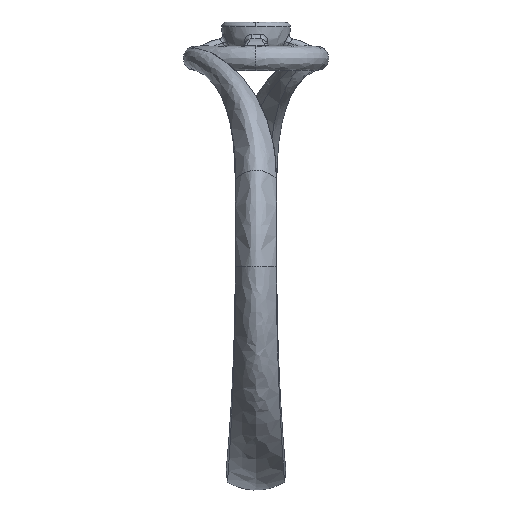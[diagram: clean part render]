
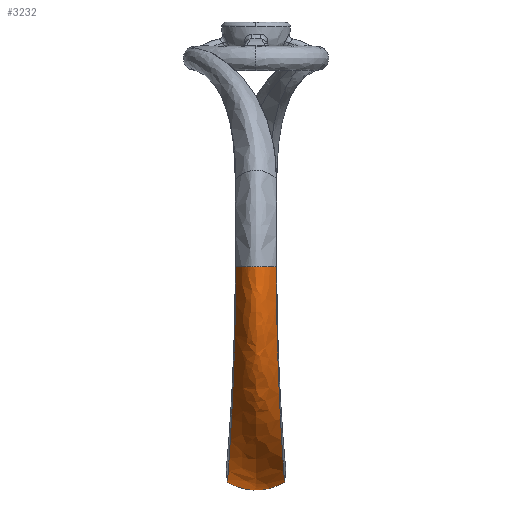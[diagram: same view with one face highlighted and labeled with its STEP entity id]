
A CAD part, left-side view. The second image highlights one B-rep face of the part: STEP entity #3232.
In plain terms, the highlighted free-form (B-spline) face has degree [3, 3] with [13, 6] control points.
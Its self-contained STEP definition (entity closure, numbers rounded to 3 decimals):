
#1700 = VERTEX_POINT('',#1701);
#1701 = CARTESIAN_POINT('',(0.,1.208,-9.117));
#1805 = EDGE_CURVE('',#1700,#1806,#1808,.T.);
#1806 = VERTEX_POINT('',#1807);
#1807 = CARTESIAN_POINT('',(0.,-1.208,-9.117));
#1808 = ( BOUNDED_CURVE() B_SPLINE_CURVE(2,(#1809,#1810,#1811),
.UNSPECIFIED.,.F.,.F.) B_SPLINE_CURVE_WITH_KNOTS((3,3),(2.605,
3.679),.PIECEWISE_BEZIER_KNOTS.) CURVE() 
GEOMETRIC_REPRESENTATION_ITEM() RATIONAL_B_SPLINE_CURVE((1.,
0.859,1.)) REPRESENTATION_ITEM('') );
#1809 = CARTESIAN_POINT('',(0.,1.208,-9.117));
#1810 = CARTESIAN_POINT('',(0.,0.,-9.836));
#1811 = CARTESIAN_POINT('',(0.,-1.208,-9.117));
#3175 = VERTEX_POINT('',#3176);
#3176 = CARTESIAN_POINT('',(-8.785,-0.858,0.));
#3181 = EDGE_CURVE('',#1806,#3175,#3182,.T.);
#3182 = B_SPLINE_CURVE_WITH_KNOTS('',3,(#3183,#3184,#3185,#3186,#3187,
    #3188),.UNSPECIFIED.,.F.,.F.,(4,1,1,4),(0.,0.333,
    0.667,1.),.UNSPECIFIED.);
#3183 = CARTESIAN_POINT('',(0.,-1.208,-9.117));
#3184 = CARTESIAN_POINT('',(-1.573,-1.208,
    -9.117));
#3185 = CARTESIAN_POINT('',(-4.69,-1.13,
    -8.169));
#3186 = CARTESIAN_POINT('',(-7.91,-0.936,
    -4.764));
#3187 = CARTESIAN_POINT('',(-8.785,-0.858,
    -1.573));
#3188 = CARTESIAN_POINT('',(-8.785,-0.858,0.));
#3232 = ADVANCED_FACE('',(#3233),#3254,.T.);
#3233 = FACE_BOUND('',#3234,.T.);
#3234 = EDGE_LOOP('',(#3235,#3236,#3237,#3245));
#3235 = ORIENTED_EDGE('',*,*,#1805,.T.);
#3236 = ORIENTED_EDGE('',*,*,#3181,.T.);
#3237 = ORIENTED_EDGE('',*,*,#3238,.F.);
#3238 = EDGE_CURVE('',#3239,#3175,#3241,.T.);
#3239 = VERTEX_POINT('',#3240);
#3240 = CARTESIAN_POINT('',(-8.785,0.858,0.));
#3241 = B_SPLINE_CURVE_WITH_KNOTS('',2,(#3242,#3243,#3244),
  .UNSPECIFIED.,.F.,.F.,(3,3),(0.,1.),.PIECEWISE_BEZIER_KNOTS.);
#3242 = CARTESIAN_POINT('',(-8.785,0.858,0.));
#3243 = CARTESIAN_POINT('',(-10.53,0.,0.));
#3244 = CARTESIAN_POINT('',(-8.785,-0.858,0.));
#3245 = ORIENTED_EDGE('',*,*,#3246,.F.);
#3246 = EDGE_CURVE('',#1700,#3239,#3247,.T.);
#3247 = B_SPLINE_CURVE_WITH_KNOTS('',3,(#3248,#3249,#3250,#3251,#3252,
    #3253),.UNSPECIFIED.,.F.,.F.,(4,1,1,4),(0.,0.333,
    0.667,1.),.UNSPECIFIED.);
#3248 = CARTESIAN_POINT('',(0.,1.208,-9.117));
#3249 = CARTESIAN_POINT('',(-1.573,1.208,
    -9.117));
#3250 = CARTESIAN_POINT('',(-4.69,1.13,
    -8.169));
#3251 = CARTESIAN_POINT('',(-7.91,0.936,
    -4.764));
#3252 = CARTESIAN_POINT('',(-8.785,0.858,
    -1.573));
#3253 = CARTESIAN_POINT('',(-8.785,0.858,0.));
#3254 = B_SPLINE_SURFACE_WITH_KNOTS('',3,3,(
    (#3255,#3256,#3257,#3258,#3259,#3260)
    ,(#3261,#3262,#3263,#3264,#3265,#3266)
    ,(#3267,#3268,#3269,#3270,#3271,#3272)
    ,(#3273,#3274,#3275,#3276,#3277,#3278)
    ,(#3279,#3280,#3281,#3282,#3283,#3284)
    ,(#3285,#3286,#3287,#3288,#3289,#3290)
    ,(#3291,#3292,#3293,#3294,#3295,#3296)
    ,(#3297,#3298,#3299,#3300,#3301,#3302)
    ,(#3303,#3304,#3305,#3306,#3307,#3308)
    ,(#3309,#3310,#3311,#3312,#3313,#3314)
    ,(#3315,#3316,#3317,#3318,#3319,#3320)
    ,(#3321,#3322,#3323,#3324,#3325,#3326)
    ,(#3327,#3328,#3329,#3330,#3331,#3332
    )),.UNSPECIFIED.,.F.,.F.,.F.,(4,1,1,1,1,1,1,1,1,1,4),(4,1,1,4),(
    0.119,0.17,0.222,0.248,
    0.273,0.325,0.377,0.402,
    0.428,0.48,0.532),(0.,0.333,
    0.667,1.),.UNSPECIFIED.);
#3255 = CARTESIAN_POINT('',(0.,1.208,-9.117));
#3256 = CARTESIAN_POINT('',(-1.573,1.208,
    -9.117));
#3257 = CARTESIAN_POINT('',(-4.69,1.13,
    -8.169));
#3258 = CARTESIAN_POINT('',(-7.91,0.936,
    -4.764));
#3259 = CARTESIAN_POINT('',(-8.785,0.858,
    -1.573));
#3260 = CARTESIAN_POINT('',(-8.785,0.858,0.));
#3261 = CARTESIAN_POINT('',(0.,1.117,-9.171));
#3262 = CARTESIAN_POINT('',(-1.584,1.117,
    -9.171));
#3263 = CARTESIAN_POINT('',(-4.73,1.049,
    -8.218));
#3264 = CARTESIAN_POINT('',(-7.992,0.879,
    -4.795));
#3265 = CARTESIAN_POINT('',(-8.88,0.811,
    -1.584));
#3266 = CARTESIAN_POINT('',(-8.88,0.811,0.));
#3267 = CARTESIAN_POINT('',(0.,0.928,-9.267));
#3268 = CARTESIAN_POINT('',(-1.607,0.928,
    -9.267));
#3269 = CARTESIAN_POINT('',(-4.809,0.88,
    -8.308));
#3270 = CARTESIAN_POINT('',(-8.154,0.759,
    -4.853));
#3271 = CARTESIAN_POINT('',(-9.069,0.71,
    -1.607));
#3272 = CARTESIAN_POINT('',(-9.069,0.71,0.));
#3273 = CARTESIAN_POINT('',(0.,0.678,-9.354));
#3274 = CARTESIAN_POINT('',(-1.631,0.678,
    -9.354));
#3275 = CARTESIAN_POINT('',(-4.899,0.653,
    -8.392));
#3276 = CARTESIAN_POINT('',(-8.343,0.589,
    -4.913));
#3277 = CARTESIAN_POINT('',(-9.291,0.563,
    -1.631));
#3278 = CARTESIAN_POINT('',(-9.291,0.563,0.));
#3279 = CARTESIAN_POINT('',(0.,0.473,-9.404));
#3280 = CARTESIAN_POINT('',(-1.647,0.473,
    -9.404));
#3281 = CARTESIAN_POINT('',(-4.962,0.461,
    -8.441));
#3282 = CARTESIAN_POINT('',(-8.478,0.432,
    -4.951));
#3283 = CARTESIAN_POINT('',(-9.452,0.42,
    -1.647));
#3284 = CARTESIAN_POINT('',(-9.452,0.42,0.));
#3285 = CARTESIAN_POINT('',(0.,0.264,-9.439));
#3286 = CARTESIAN_POINT('',(-1.661,0.264,
    -9.439));
#3287 = CARTESIAN_POINT('',(-5.016,0.264,
    -8.478));
#3288 = CARTESIAN_POINT('',(-8.597,0.264,
    -4.982));
#3289 = CARTESIAN_POINT('',(-9.592,0.263,
    -1.661));
#3290 = CARTESIAN_POINT('',(-9.592,0.263,0.));
#3291 = CARTESIAN_POINT('',(0.,0.,-9.457));
#3292 = CARTESIAN_POINT('',(-1.671,0.,
    -9.457));
#3293 = CARTESIAN_POINT('',(-5.057,0.,
    -8.498));
#3294 = CARTESIAN_POINT('',(-8.688,0.,
    -5.003));
#3295 = CARTESIAN_POINT('',(-9.701,0.,
    -1.671));
#3296 = CARTESIAN_POINT('',(-9.701,0.,0.));
#3297 = CARTESIAN_POINT('',(0.,-0.264,-9.439));
#3298 = CARTESIAN_POINT('',(-1.661,-0.264,
    -9.439));
#3299 = CARTESIAN_POINT('',(-5.016,-0.264,
    -8.478));
#3300 = CARTESIAN_POINT('',(-8.597,-0.264,
    -4.982));
#3301 = CARTESIAN_POINT('',(-9.592,-0.263,
    -1.661));
#3302 = CARTESIAN_POINT('',(-9.592,-0.263,0.));
#3303 = CARTESIAN_POINT('',(0.,-0.473,-9.404));
#3304 = CARTESIAN_POINT('',(-1.647,-0.473,
    -9.404));
#3305 = CARTESIAN_POINT('',(-4.962,-0.461,
    -8.441));
#3306 = CARTESIAN_POINT('',(-8.478,-0.432,
    -4.951));
#3307 = CARTESIAN_POINT('',(-9.452,-0.42,
    -1.647));
#3308 = CARTESIAN_POINT('',(-9.452,-0.42,0.));
#3309 = CARTESIAN_POINT('',(0.,-0.678,-9.354));
#3310 = CARTESIAN_POINT('',(-1.631,-0.678,
    -9.354));
#3311 = CARTESIAN_POINT('',(-4.899,-0.653,
    -8.392));
#3312 = CARTESIAN_POINT('',(-8.343,-0.589,
    -4.913));
#3313 = CARTESIAN_POINT('',(-9.291,-0.564,
    -1.631));
#3314 = CARTESIAN_POINT('',(-9.291,-0.564,0.));
#3315 = CARTESIAN_POINT('',(0.,-0.928,-9.267));
#3316 = CARTESIAN_POINT('',(-1.607,-0.928,
    -9.267));
#3317 = CARTESIAN_POINT('',(-4.809,-0.88,
    -8.308));
#3318 = CARTESIAN_POINT('',(-8.154,-0.759,
    -4.853));
#3319 = CARTESIAN_POINT('',(-9.069,-0.71,
    -1.607));
#3320 = CARTESIAN_POINT('',(-9.069,-0.71,0.));
#3321 = CARTESIAN_POINT('',(0.,-1.117,-9.171));
#3322 = CARTESIAN_POINT('',(-1.584,-1.117,
    -9.171));
#3323 = CARTESIAN_POINT('',(-4.73,-1.049,
    -8.218));
#3324 = CARTESIAN_POINT('',(-7.992,-0.879,
    -4.795));
#3325 = CARTESIAN_POINT('',(-8.88,-0.811,
    -1.584));
#3326 = CARTESIAN_POINT('',(-8.88,-0.811,0.));
#3327 = CARTESIAN_POINT('',(0.,-1.208,-9.117));
#3328 = CARTESIAN_POINT('',(-1.573,-1.208,
    -9.117));
#3329 = CARTESIAN_POINT('',(-4.69,-1.13,
    -8.169));
#3330 = CARTESIAN_POINT('',(-7.91,-0.936,
    -4.764));
#3331 = CARTESIAN_POINT('',(-8.785,-0.858,
    -1.573));
#3332 = CARTESIAN_POINT('',(-8.785,-0.858,0.));
